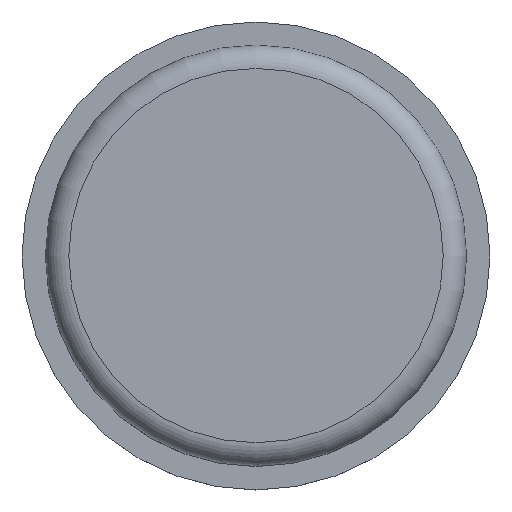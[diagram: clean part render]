
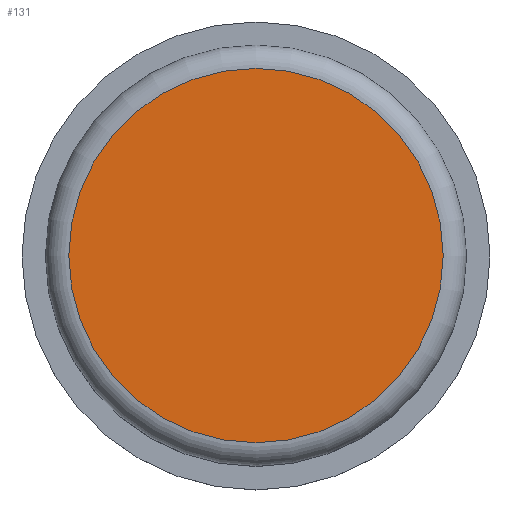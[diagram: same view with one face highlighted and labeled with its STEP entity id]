
A CAD part, top view. The second image highlights one B-rep face of the part: STEP entity #131.
In plain terms, the highlighted planar face has unit normal (0, 0, 1).
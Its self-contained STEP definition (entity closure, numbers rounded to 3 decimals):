
#37=FACE_OUTER_BOUND('',#48,.T.);
#48=EDGE_LOOP('',(#111));
#58=CIRCLE('',#158,4.);
#69=VERTEX_POINT('',#234);
#81=EDGE_CURVE('',#69,#69,#58,.T.);
#111=ORIENTED_EDGE('',*,*,#81,.F.);
#122=PLANE('',#164);
#131=ADVANCED_FACE('',(#37),#122,.T.);
#158=AXIS2_PLACEMENT_3D('',#235,#192,#193);
#164=AXIS2_PLACEMENT_3D('',#245,#205,#206);
#192=DIRECTION('center_axis',(0.,0.,-1.));
#193=DIRECTION('ref_axis',(-1.,0.,0.));
#205=DIRECTION('center_axis',(0.,0.,1.));
#206=DIRECTION('ref_axis',(-1.,0.,0.));
#234=CARTESIAN_POINT('',(31.,-20.,5.5));
#235=CARTESIAN_POINT('Origin',(35.,-20.,5.5));
#245=CARTESIAN_POINT('Origin',(35.,-20.,5.5));
